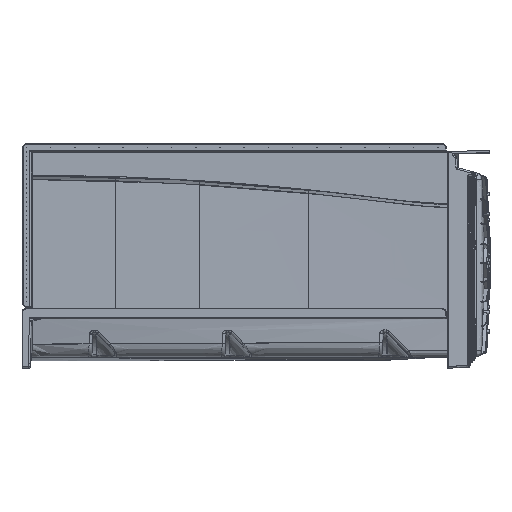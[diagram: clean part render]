
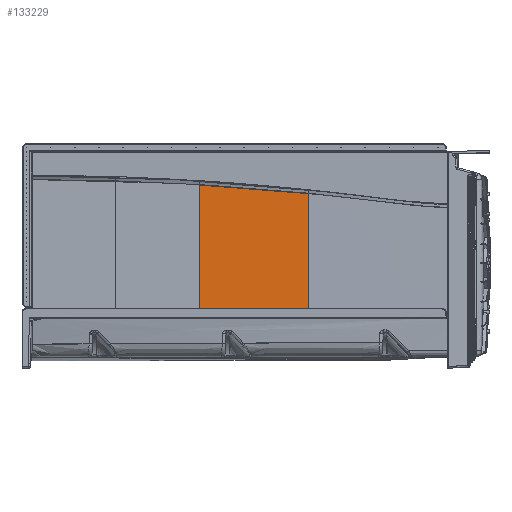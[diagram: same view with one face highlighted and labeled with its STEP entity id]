
A CAD part, left-side view. The second image highlights one B-rep face of the part: STEP entity #133229.
In plain terms, the highlighted free-form (B-spline) face has degree [3, 3] with [4, 4] control points.
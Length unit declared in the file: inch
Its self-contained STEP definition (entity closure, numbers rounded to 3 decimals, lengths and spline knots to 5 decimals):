
#4020 = B_SPLINE_CURVE_WITH_KNOTS ( 'NONE', 3,
 ( #41026, #96314, #84290, #127529, #30367, #116899, #19719, #74338, #117590, #9781 ),
 .UNSPECIFIED., .F., .F.,
 ( 4, 3, 3, 4 ),
 ( 0.00039, 0.14311, 0.28621, 0.5112 ),
 .UNSPECIFIED. ) ;
#5969 = VERTEX_POINT ( 'NONE', #106495 ) ;
#6554 = CARTESIAN_POINT ( 'NONE',  ( -0.0476, -27.88933, -15.95049 ) ) ;
#7237 = CARTESIAN_POINT ( 'NONE',  ( -0.08708, -28.03947, -19.62681 ) ) ;
#8631 = CARTESIAN_POINT ( 'NONE',  ( 0.0664, -28.04081, -5.26029 ) ) ;
#9781 = CARTESIAN_POINT ( 'NONE',  ( -0.12415, -45.96885, -23.05808 ) ) ;
#14541 = CARTESIAN_POINT ( 'NONE',  ( 0.07581, -34.02508, -1.88007 ) ) ;
#15746 = CARTESIAN_POINT ( 'NONE',  ( 0.0298, -27.91126, -8.72033 ) ) ;
#17180 = CARTESIAN_POINT ( 'NONE',  ( 0.07609, -34.00771, -1.85685 ) ) ;
#18558 = CARTESIAN_POINT ( 'NONE',  ( -0.01379, -28.04011, -12.76428 ) ) ;
#18721 = ORIENTED_EDGE ( 'NONE', *, *, #32152, .F. ) ;
#19719 = CARTESIAN_POINT ( 'NONE',  ( -0.06309, -45.96832, -14.20046 ) ) ;
#19779 = CARTESIAN_POINT ( 'NONE',  ( -0.12368, -28.03915, -23.05807 ) ) ;
#20647 = CARTESIAN_POINT ( 'NONE',  ( 0.02633, -28.04046, -9.00841 ) ) ;
#21174 = CARTESIAN_POINT ( 'NONE',  ( -0.12414, -45.77299, -23.05808 ) ) ;
#27818 = CARTESIAN_POINT ( 'NONE',  ( 0.04498, -40.07454, -2.34312 ) ) ;
#29666 = VERTEX_POINT ( 'NONE', #118913 ) ;
#30367 = CARTESIAN_POINT ( 'NONE',  ( -0.03718, -45.96809, -10.44447 ) ) ;
#31119 = VERTEX_POINT ( 'NONE', #119297 ) ;
#32152 = EDGE_CURVE ( 'NONE', #5969, #31119, #44857, .T. ) ;
#34177 = ORIENTED_EDGE ( 'NONE', *, *, #102503, .T. ) ;
#38467 = CARTESIAN_POINT ( 'NONE',  ( -0.125, -40.00679, -23.18098 ) ) ;
#39003 = B_SPLINE_CURVE_WITH_KNOTS ( 'NONE', 3,
 ( #19779, #85745, #118351, #51738, #116263, #21174, #51039 ),
 .UNSPECIFIED., .F., .F.,
 ( 4, 3, 4 ),
 ( 0.70436, 1.14485, 1.15978 ),
 .UNSPECIFIED. ) ;
#41026 = CARTESIAN_POINT ( 'NONE',  ( 0.01461, -45.96764, -2.94793 ) ) ;
#44857 = B_SPLINE_CURVE_WITH_KNOTS ( 'NONE', 3,
 ( #79104, #14541, #45809, #135082 ),
 .UNSPECIFIED., .F., .F.,
 ( 4, 4 ),
 ( 0.88421, 1.341 ),
 .UNSPECIFIED. ) ;
#45809 = CARTESIAN_POINT ( 'NONE',  ( 0.04521, -40.00217, -2.35627 ) ) ;
#49819 = CARTESIAN_POINT ( 'NONE',  ( -0.05797, -33.96063, -16.07283 ) ) ;
#50526 = CARTESIAN_POINT ( 'NONE',  ( -0.01168, -40.05196, -9.28907 ) ) ;
#51039 = CARTESIAN_POINT ( 'NONE',  ( -0.12415, -45.96885, -23.05808 ) ) ;
#51738 = CARTESIAN_POINT ( 'NONE',  ( -0.12413, -45.38127, -23.05808 ) ) ;
#54022 = ORIENTED_EDGE ( 'NONE', *, *, #116684, .F. ) ;
#54090 = VERTEX_POINT ( 'NONE', #77577 ) ;
#57606 = ORIENTED_EDGE ( 'NONE', *, *, #106388, .T. ) ;
#59038 = CARTESIAN_POINT ( 'NONE',  ( 0.00906, -33.98417, -8.96484 ) ) ;
#60440 = CARTESIAN_POINT ( 'NONE',  ( 0.1072, -27.93319, -1.49016 ) ) ;
#74338 = CARTESIAN_POINT ( 'NONE',  ( -0.08346, -45.96849, -17.153 ) ) ;
#77577 = CARTESIAN_POINT ( 'NONE',  ( -0.12415, -45.96885, -23.05808 ) ) ;
#79104 = CARTESIAN_POINT ( 'NONE',  ( 0.10639, -28.04116, -1.51992 ) ) ;
#81041 = CARTESIAN_POINT ( 'NONE',  ( -0.03242, -46.11279, -9.69291 ) ) ;
#84290 = CARTESIAN_POINT ( 'NONE',  ( -0.01128, -45.96786, -6.69363 ) ) ;
#85224 = CARTESIAN_POINT ( 'NONE',  ( 0.04641, -28.04064, -7.13048 ) ) ;
#85745 = CARTESIAN_POINT ( 'NONE',  ( -0.12383, -33.81986, -23.05808 ) ) ;
#85903 = CARTESIAN_POINT ( 'NONE',  ( 0.10639, -28.04116, -1.51992 ) ) ;
#87408 = B_SPLINE_CURVE_WITH_KNOTS ( 'NONE', 3,
 ( #85903, #104416, #8631, #85224, #20647, #128438, #18558, #136997, #7237, #117128 ),
 .UNSPECIFIED., .F., .F.,
 ( 4, 3, 3, 4 ),
 ( 0.00059, 0.14311, 0.28621, 0.54769 ),
 .UNSPECIFIED. ) ;
#87532 = EDGE_LOOP ( 'NONE', ( #18721, #57606, #34177, #54022 ) ) ;
#92366 = CARTESIAN_POINT ( 'NONE',  ( -0.125, -46.07648, -23.18114 ) ) ;
#93754 = CARTESIAN_POINT ( 'NONE',  ( -0.07871, -46.09463, -16.43703 ) ) ;
#96314 = CARTESIAN_POINT ( 'NONE',  ( 0.00166, -45.96775, -4.82078 ) ) ;
#102321 = CARTESIAN_POINT ( 'NONE',  ( -0.06834, -40.02937, -16.23502 ) ) ;
#102503 = EDGE_CURVE ( 'NONE', #29666, #54090, #39003, .T. ) ;
#103722 = CARTESIAN_POINT ( 'NONE',  ( 0.01388, -46.13094, -2.9488 ) ) ;
#104416 = CARTESIAN_POINT ( 'NONE',  ( 0.08639, -28.04099, -3.39011 ) ) ;
#106388 = EDGE_CURVE ( 'NONE', #5969, #29666, #87408, .T. ) ;
#106495 = CARTESIAN_POINT ( 'NONE',  ( 0.10639, -28.04116, -1.51992 ) ) ;
#116263 = CARTESIAN_POINT ( 'NONE',  ( -0.12414, -45.57713, -23.05808 ) ) ;
#116684 = EDGE_CURVE ( 'NONE', #31119, #54090, #4020, .T. ) ;
#116899 = CARTESIAN_POINT ( 'NONE',  ( -0.05014, -45.9682, -12.32246 ) ) ;
#117010 = B_SPLINE_SURFACE_WITH_KNOTS ( 'NONE', 3, 3, ( 
 ( #60440, #17180, #27818, #103722 ),
 ( #15746, #59038, #50526, #81041 ),
 ( #6554, #49819, #102321, #93754 ),
 ( #136309, #123571, #38467, #92366 ) ),
 .UNSPECIFIED., .F., .F., .F.,
 ( 4, 4 ),
 ( 4, 4 ),
 ( 0.03014, 1. ),
 ( 0.38083, 0.62968 ),
 .UNSPECIFIED. ) ;
#117128 = CARTESIAN_POINT ( 'NONE',  ( -0.12368, -28.03915, -23.05807 ) ) ;
#117590 = CARTESIAN_POINT ( 'NONE',  ( -0.10381, -45.96867, -20.10554 ) ) ;
#118351 = CARTESIAN_POINT ( 'NONE',  ( -0.12398, -39.60057, -23.05808 ) ) ;
#118913 = CARTESIAN_POINT ( 'NONE',  ( -0.12368, -28.03915, -23.05807 ) ) ;
#119297 = CARTESIAN_POINT ( 'NONE',  ( 0.01461, -45.96764, -2.94793 ) ) ;
#122880 = FACE_OUTER_BOUND ( 'NONE', #87532, .T. ) ;
#123571 = CARTESIAN_POINT ( 'NONE',  ( -0.12499, -33.9371, -23.18082 ) ) ;
#127529 = CARTESIAN_POINT ( 'NONE',  ( -0.02421, -45.96798, -8.56648 ) ) ;
#128438 = CARTESIAN_POINT ( 'NONE',  ( 0.00627, -28.04029, -10.88635 ) ) ;
#133229 = ADVANCED_FACE ( 'NONE', ( #122880 ), #117010, .T. ) ;
#135082 = CARTESIAN_POINT ( 'NONE',  ( 0.01461, -45.96764, -2.94793 ) ) ;
#136309 = CARTESIAN_POINT ( 'NONE',  ( -0.12499, -27.86741, -23.18066 ) ) ;
#136997 = CARTESIAN_POINT ( 'NONE',  ( -0.05045, -28.03979, -16.19554 ) ) ;
